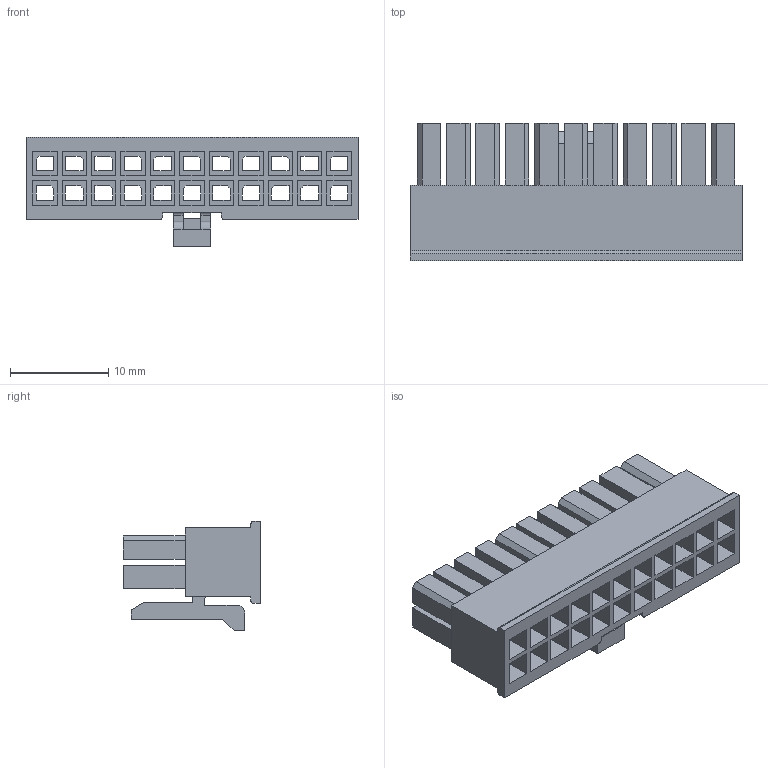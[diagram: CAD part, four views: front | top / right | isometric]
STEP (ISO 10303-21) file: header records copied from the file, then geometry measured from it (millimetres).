
FILE_DESCRIPTION((''),'2;1');
FILE_NAME('FHG30001-D22M2K6B','2026-03-13T',('工程三'),(''),'PRO/ENGINEER BY PARAMETRIC TECHNOLOGY CORPORATION, 2010280','PRO/ENGINEER BY PARAMETRIC TECHNOLOGY CORPORATION, 2010280','');
FILE_SCHEMA(('CONFIG_CONTROL_DESIGN'));
Length unit declared in the file: millimetre
Products named in the file (1): FHG30001-D22M2K6B
Bounding box: 33.85 x 14 x 11.2 mm (x, y, z)
Volume: 1337.2 mm3; surface area: 5053.7 mm2
Topology: 1 solids, 1 shells, 398 faces, 1048 edges, 696 vertices
Faces by surface type: plane 383, cylinder 13, sphere 2
Entity records: 12164 total; most frequent: CARTESIAN_POINT 2142, ORIENTED_EDGE 2096, DIRECTION 1870, EDGE_CURVE 1048, VECTOR 1022, LINE 1022, VERTEX_POINT 696, EDGE_LOOP 488
